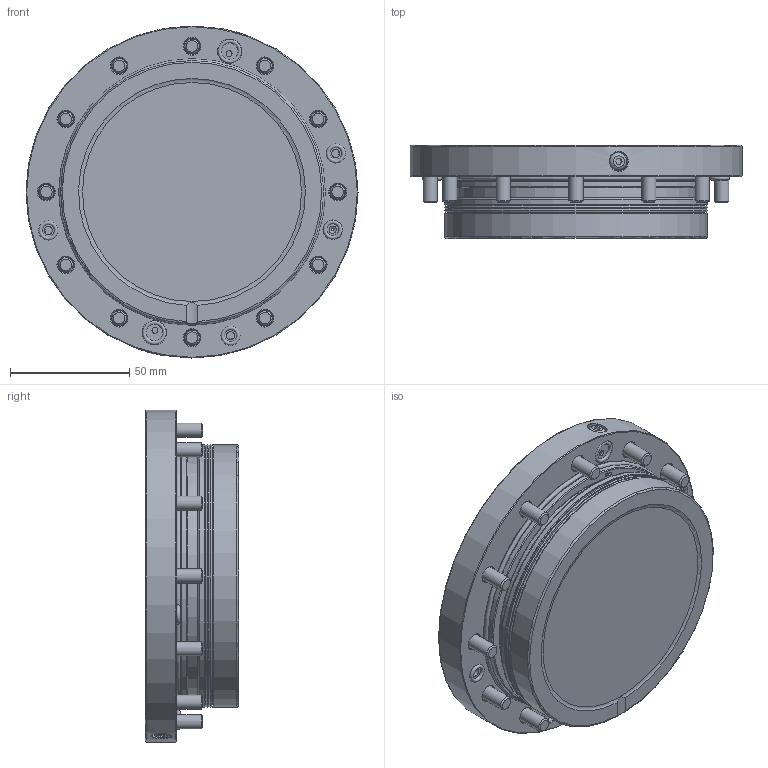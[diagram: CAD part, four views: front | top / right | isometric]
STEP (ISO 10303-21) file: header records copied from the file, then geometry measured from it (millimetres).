
FILE_DESCRIPTION (( 'STEP AP214' ), '1' );
FILE_NAME ('STARK_804 547_A.STEP', '2022-01-28T14:52:53', ( '' ), ( '' ), 'SwSTEP 2.0', 'SolidWorks 2021', '' );
FILE_SCHEMA (( 'AUTOMOTIVE_DESIGN' ));
Length unit declared in the file: millimetre
Products named in the file (1): STARK_804 547_A
Bounding box: 139 x 39 x 139 mm (x, y, z)
Volume: 401610.9 mm3; surface area: 75700.7 mm2
Topology: 1 solids, 42 shells, 720 faces, 1560 edges, 1012 vertices
Faces by surface type: plane 269, cylinder 230, torus 104, cone 99, sphere 16, bspline 2
Full cylindrical faces by diameter (mm): 1 x1, 1.5 x4, 1.8 x2, 2.2 x12, 2.5 x2, 3 x1, 3.5 x3, 4 x2, 4.5 x2, 4.8 x16, 5.75 x3, 6 x14, 6.1 x2, 6.8 x12, 7 x2, 7.6 x2, 8 x4, 8.1 x3, 10 x28, 11 x19, 11.2 x6, 30.4 x3, 32 x1, 35 x1, 37.2 x1, 40.4 x1, 47 x2, 47.3 x1, 99.99 x1, 100.6 x2
Entity records: 26444 total; most frequent: CARTESIAN_POINT 6827, DIRECTION 2851, ORIENTED_EDGE 2020, AXIS2_PLACEMENT_3D 1264, EDGE_LOOP 1222, EDGE_CURVE 1010, FACE_OUTER_BOUND 980, VERTEX_POINT 814
